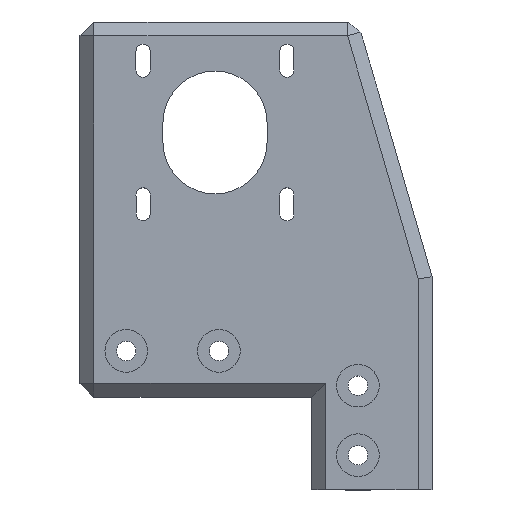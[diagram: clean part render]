
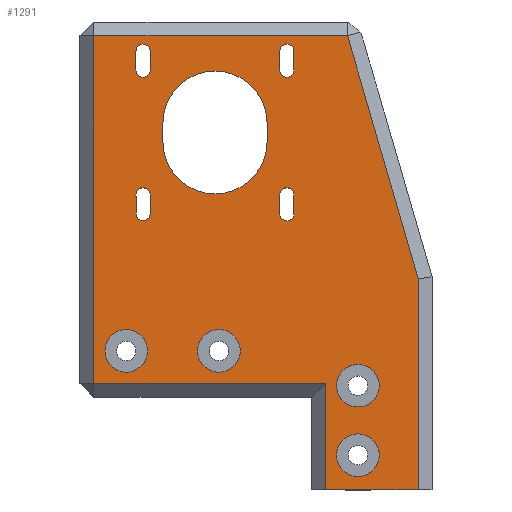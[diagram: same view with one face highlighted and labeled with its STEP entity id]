
A CAD part, top view. The second image highlights one B-rep face of the part: STEP entity #1291.
In plain terms, the highlighted planar face has unit normal (0, 0, 1).
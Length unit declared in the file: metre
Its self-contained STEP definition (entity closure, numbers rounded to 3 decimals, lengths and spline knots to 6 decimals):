
#59=LINE('',#1924,#193);
#76=LINE('',#1957,#210);
#80=LINE('',#1969,#214);
#85=LINE('',#1984,#219);
#91=LINE('',#2005,#225);
#97=LINE('',#2026,#231);
#103=LINE('',#2047,#237);
#107=LINE('',#2061,#241);
#109=LINE('',#2064,#243);
#111=LINE('',#2067,#245);
#113=LINE('',#2070,#247);
#116=LINE('',#2084,#250);
#117=LINE('',#2086,#251);
#118=LINE('',#2088,#252);
#119=LINE('',#2090,#253);
#120=LINE('',#2092,#254);
#121=LINE('',#2094,#255);
#193=VECTOR('',#1537,1.);
#210=VECTOR('',#1562,1.);
#214=VECTOR('',#1574,1.);
#219=VECTOR('',#1587,1.);
#225=VECTOR('',#1607,1.);
#231=VECTOR('',#1627,1.);
#237=VECTOR('',#1647,1.);
#241=VECTOR('',#1665,1.);
#243=VECTOR('',#1669,1.);
#245=VECTOR('',#1673,1.);
#247=VECTOR('',#1677,1.);
#250=VECTOR('',#1692,1.);
#251=VECTOR('',#1693,1.);
#252=VECTOR('',#1694,1.);
#253=VECTOR('',#1695,1.);
#254=VECTOR('',#1696,1.);
#255=VECTOR('',#1697,1.);
#307=PLANE('',#1407);
#501=ORIENTED_EDGE('',*,*,#815,.T.);
#502=ORIENTED_EDGE('',*,*,#816,.T.);
#503=ORIENTED_EDGE('',*,*,#817,.T.);
#504=ORIENTED_EDGE('',*,*,#818,.T.);
#505=ORIENTED_EDGE('',*,*,#738,.F.);
#506=ORIENTED_EDGE('',*,*,#819,.F.);
#507=ORIENTED_EDGE('',*,*,#820,.F.);
#508=ORIENTED_EDGE('',*,*,#821,.F.);
#509=ORIENTED_EDGE('',*,*,#822,.F.);
#510=ORIENTED_EDGE('',*,*,#823,.F.);
#511=ORIENTED_EDGE('',*,*,#824,.F.);
#512=ORIENTED_EDGE('',*,*,#795,.T.);
#513=ORIENTED_EDGE('',*,*,#812,.T.);
#514=ORIENTED_EDGE('',*,*,#801,.T.);
#515=ORIENTED_EDGE('',*,*,#798,.F.);
#516=ORIENTED_EDGE('',*,*,#785,.T.);
#517=ORIENTED_EDGE('',*,*,#810,.T.);
#518=ORIENTED_EDGE('',*,*,#791,.T.);
#519=ORIENTED_EDGE('',*,*,#788,.F.);
#520=ORIENTED_EDGE('',*,*,#775,.T.);
#521=ORIENTED_EDGE('',*,*,#808,.T.);
#522=ORIENTED_EDGE('',*,*,#781,.T.);
#523=ORIENTED_EDGE('',*,*,#778,.F.);
#524=ORIENTED_EDGE('',*,*,#765,.T.);
#525=ORIENTED_EDGE('',*,*,#806,.F.);
#526=ORIENTED_EDGE('',*,*,#771,.T.);
#527=ORIENTED_EDGE('',*,*,#768,.F.);
#528=ORIENTED_EDGE('',*,*,#755,.T.);
#529=ORIENTED_EDGE('',*,*,#804,.T.);
#530=ORIENTED_EDGE('',*,*,#761,.F.);
#531=ORIENTED_EDGE('',*,*,#758,.T.);
#738=EDGE_CURVE('',#908,#909,#59,.T.);
#755=EDGE_CURVE('',#921,#920,#76,.T.);
#758=EDGE_CURVE('',#923,#921,#992,.T.);
#761=EDGE_CURVE('',#923,#925,#80,.T.);
#765=EDGE_CURVE('',#929,#928,#994,.T.);
#768=EDGE_CURVE('',#929,#931,#85,.T.);
#771=EDGE_CURVE('',#933,#931,#996,.T.);
#775=EDGE_CURVE('',#937,#936,#998,.T.);
#778=EDGE_CURVE('',#937,#939,#91,.T.);
#781=EDGE_CURVE('',#941,#939,#1000,.T.);
#785=EDGE_CURVE('',#945,#944,#1002,.T.);
#788=EDGE_CURVE('',#945,#947,#97,.T.);
#791=EDGE_CURVE('',#949,#947,#1004,.T.);
#795=EDGE_CURVE('',#953,#952,#1006,.T.);
#798=EDGE_CURVE('',#953,#955,#103,.T.);
#801=EDGE_CURVE('',#957,#955,#1008,.T.);
#804=EDGE_CURVE('',#920,#925,#1010,.T.);
#806=EDGE_CURVE('',#933,#928,#107,.T.);
#808=EDGE_CURVE('',#936,#941,#109,.T.);
#810=EDGE_CURVE('',#944,#949,#111,.T.);
#812=EDGE_CURVE('',#952,#957,#113,.T.);
#815=EDGE_CURVE('',#959,#959,#1011,.T.);
#816=EDGE_CURVE('',#960,#960,#1012,.T.);
#817=EDGE_CURVE('',#961,#961,#1013,.T.);
#818=EDGE_CURVE('',#962,#962,#1014,.T.);
#819=EDGE_CURVE('',#963,#908,#116,.T.);
#820=EDGE_CURVE('',#964,#963,#117,.T.);
#821=EDGE_CURVE('',#965,#964,#118,.T.);
#822=EDGE_CURVE('',#966,#965,#119,.T.);
#823=EDGE_CURVE('',#967,#966,#120,.T.);
#824=EDGE_CURVE('',#909,#967,#121,.T.);
#908=VERTEX_POINT('',#1923);
#909=VERTEX_POINT('',#1925);
#920=VERTEX_POINT('',#1956);
#921=VERTEX_POINT('',#1958);
#923=VERTEX_POINT('',#1964);
#925=VERTEX_POINT('',#1970);
#928=VERTEX_POINT('',#1977);
#929=VERTEX_POINT('',#1979);
#931=VERTEX_POINT('',#1985);
#933=VERTEX_POINT('',#1991);
#936=VERTEX_POINT('',#1998);
#937=VERTEX_POINT('',#2000);
#939=VERTEX_POINT('',#2006);
#941=VERTEX_POINT('',#2012);
#944=VERTEX_POINT('',#2019);
#945=VERTEX_POINT('',#2021);
#947=VERTEX_POINT('',#2027);
#949=VERTEX_POINT('',#2033);
#952=VERTEX_POINT('',#2040);
#953=VERTEX_POINT('',#2042);
#955=VERTEX_POINT('',#2048);
#957=VERTEX_POINT('',#2054);
#959=VERTEX_POINT('',#2077);
#960=VERTEX_POINT('',#2079);
#961=VERTEX_POINT('',#2081);
#962=VERTEX_POINT('',#2083);
#963=VERTEX_POINT('',#2085);
#964=VERTEX_POINT('',#2087);
#965=VERTEX_POINT('',#2089);
#966=VERTEX_POINT('',#2091);
#967=VERTEX_POINT('',#2093);
#992=CIRCLE('',#1369,0.00155);
#994=CIRCLE('',#1373,0.00155);
#996=CIRCLE('',#1377,0.00155);
#998=CIRCLE('',#1380,0.01125);
#1000=CIRCLE('',#1384,0.01125);
#1002=CIRCLE('',#1387,0.00155);
#1004=CIRCLE('',#1391,0.00155);
#1006=CIRCLE('',#1394,0.00155);
#1008=CIRCLE('',#1398,0.00155);
#1010=CIRCLE('',#1401,0.00155);
#1011=CIRCLE('',#1408,0.0046);
#1012=CIRCLE('',#1409,0.0046);
#1013=CIRCLE('',#1410,0.0046);
#1014=CIRCLE('',#1411,0.0046);
#1060=EDGE_LOOP('',(#501));
#1061=EDGE_LOOP('',(#502));
#1062=EDGE_LOOP('',(#503));
#1063=EDGE_LOOP('',(#504));
#1064=EDGE_LOOP('',(#505,#506,#507,#508,#509,#510,#511));
#1065=EDGE_LOOP('',(#512,#513,#514,#515));
#1066=EDGE_LOOP('',(#516,#517,#518,#519));
#1067=EDGE_LOOP('',(#520,#521,#522,#523));
#1068=EDGE_LOOP('',(#524,#525,#526,#527));
#1069=EDGE_LOOP('',(#528,#529,#530,#531));
#1168=FACE_BOUND('',#1060,.T.);
#1169=FACE_BOUND('',#1061,.T.);
#1170=FACE_BOUND('',#1062,.T.);
#1171=FACE_BOUND('',#1063,.T.);
#1172=FACE_BOUND('',#1064,.T.);
#1173=FACE_BOUND('',#1065,.T.);
#1174=FACE_BOUND('',#1066,.T.);
#1175=FACE_BOUND('',#1067,.T.);
#1176=FACE_BOUND('',#1068,.T.);
#1177=FACE_BOUND('',#1069,.T.);
#1291=ADVANCED_FACE('',(#1168,#1169,#1170,#1171,#1172,#1173,#1174,#1175,
#1176,#1177),#307,.T.);
#1369=AXIS2_PLACEMENT_3D('',#1963,#1568,#1569);
#1373=AXIS2_PLACEMENT_3D('',#1978,#1581,#1582);
#1377=AXIS2_PLACEMENT_3D('',#1990,#1593,#1594);
#1380=AXIS2_PLACEMENT_3D('',#1999,#1601,#1602);
#1384=AXIS2_PLACEMENT_3D('',#2011,#1613,#1614);
#1387=AXIS2_PLACEMENT_3D('',#2020,#1621,#1622);
#1391=AXIS2_PLACEMENT_3D('',#2032,#1633,#1634);
#1394=AXIS2_PLACEMENT_3D('',#2041,#1641,#1642);
#1398=AXIS2_PLACEMENT_3D('',#2053,#1653,#1654);
#1401=AXIS2_PLACEMENT_3D('',#2058,#1660,#1661);
#1407=AXIS2_PLACEMENT_3D('',#2075,#1682,#1683);
#1408=AXIS2_PLACEMENT_3D('',#2076,#1684,#1685);
#1409=AXIS2_PLACEMENT_3D('',#2078,#1686,#1687);
#1410=AXIS2_PLACEMENT_3D('',#2080,#1688,#1689);
#1411=AXIS2_PLACEMENT_3D('',#2082,#1690,#1691);
#1537=DIRECTION('',(-1.,0.,0.));
#1562=DIRECTION('',(0.,1.,0.));
#1568=DIRECTION('',(0.,0.,-1.));
#1569=DIRECTION('',(-1.,0.,0.));
#1574=DIRECTION('',(0.,1.,0.));
#1581=DIRECTION('',(0.,0.,-1.));
#1582=DIRECTION('',(-1.,0.,0.));
#1587=DIRECTION('',(0.,1.,0.));
#1593=DIRECTION('',(0.,0.,-1.));
#1594=DIRECTION('',(-1.,0.,0.));
#1601=DIRECTION('',(0.,0.,-1.));
#1602=DIRECTION('',(-1.,0.,0.));
#1607=DIRECTION('',(0.,1.,0.));
#1613=DIRECTION('',(0.,0.,-1.));
#1614=DIRECTION('',(-1.,0.,0.));
#1621=DIRECTION('',(0.,0.,-1.));
#1622=DIRECTION('',(-1.,0.,0.));
#1627=DIRECTION('',(0.,1.,0.));
#1633=DIRECTION('',(0.,0.,-1.));
#1634=DIRECTION('',(-1.,0.,0.));
#1641=DIRECTION('',(0.,0.,-1.));
#1642=DIRECTION('',(-1.,0.,0.));
#1647=DIRECTION('',(0.,-1.,0.));
#1653=DIRECTION('',(0.,0.,-1.));
#1654=DIRECTION('',(-1.,0.,0.));
#1660=DIRECTION('',(0.,0.,-1.));
#1661=DIRECTION('',(-1.,0.,0.));
#1665=DIRECTION('',(0.002,-1.,0.));
#1669=DIRECTION('',(0.,1.,0.));
#1673=DIRECTION('',(0.,1.,0.));
#1677=DIRECTION('',(0.,-1.,0.));
#1682=DIRECTION('',(0.,0.,1.));
#1683=DIRECTION('',(-1.,0.,0.));
#1684=DIRECTION('',(0.,0.,-1.));
#1685=DIRECTION('',(-1.,0.,0.));
#1686=DIRECTION('',(0.,0.,-1.));
#1687=DIRECTION('',(-1.,0.,0.));
#1688=DIRECTION('',(0.,0.,-1.));
#1689=DIRECTION('',(-1.,0.,0.));
#1690=DIRECTION('',(0.,0.,-1.));
#1691=DIRECTION('',(-1.,0.,0.));
#1692=DIRECTION('',(0.,-1.,0.));
#1693=DIRECTION('',(0.279,-0.96,0.));
#1694=DIRECTION('',(1.,0.,0.));
#1695=DIRECTION('',(0.,1.,0.));
#1696=DIRECTION('',(-1.,0.,0.));
#1697=DIRECTION('',(0.,1.,0.));
#1923=CARTESIAN_POINT('',(0.123,-0.02,0.0075));
#1924=CARTESIAN_POINT('',(0.113,-0.02,0.0075));
#1925=CARTESIAN_POINT('',(0.103,-0.02,0.0075));
#1956=CARTESIAN_POINT('',(0.0931,0.04365,0.0075));
#1957=CARTESIAN_POINT('',(0.0931,0.04165,0.0075));
#1958=CARTESIAN_POINT('',(0.0931,0.03965,0.0075));
#1963=CARTESIAN_POINT('',(0.09465,0.03965,0.0075));
#1964=CARTESIAN_POINT('',(0.0962,0.03965,0.0075));
#1969=CARTESIAN_POINT('',(0.0962,0.04165,0.0075));
#1970=CARTESIAN_POINT('',(0.0962,0.04365,0.0075));
#1977=CARTESIAN_POINT('',(0.062108,0.039808,0.0075));
#1978=CARTESIAN_POINT('',(0.06365,0.03965,0.0075));
#1979=CARTESIAN_POINT('',(0.0652,0.03965,0.0075));
#1984=CARTESIAN_POINT('',(0.0652,0.04165,0.0075));
#1985=CARTESIAN_POINT('',(0.0652,0.04365,0.0075));
#1990=CARTESIAN_POINT('',(0.06365,0.043648,0.0075));
#1991=CARTESIAN_POINT('',(0.0621,0.043647,0.0075));
#1998=CARTESIAN_POINT('',(0.0679,0.05515,0.0075));
#1999=CARTESIAN_POINT('',(0.07915,0.05515,0.0075));
#2000=CARTESIAN_POINT('',(0.0904,0.05515,0.0075));
#2005=CARTESIAN_POINT('',(0.0904,0.05715,0.0075));
#2006=CARTESIAN_POINT('',(0.0904,0.05915,0.0075));
#2011=CARTESIAN_POINT('',(0.07915,0.05915,0.0075));
#2012=CARTESIAN_POINT('',(0.0679,0.05915,0.0075));
#2019=CARTESIAN_POINT('',(0.0621,0.07065,0.0075));
#2020=CARTESIAN_POINT('',(0.06365,0.07065,0.0075));
#2021=CARTESIAN_POINT('',(0.0652,0.07065,0.0075));
#2026=CARTESIAN_POINT('',(0.0652,0.07265,0.0075));
#2027=CARTESIAN_POINT('',(0.0652,0.07465,0.0075));
#2032=CARTESIAN_POINT('',(0.06365,0.07465,0.0075));
#2033=CARTESIAN_POINT('',(0.0621,0.07465,0.0075));
#2040=CARTESIAN_POINT('',(0.0962,0.07465,0.0075));
#2041=CARTESIAN_POINT('',(0.09465,0.07465,0.0075));
#2042=CARTESIAN_POINT('',(0.0931,0.07465,0.0075));
#2047=CARTESIAN_POINT('',(0.0931,0.07265,0.0075));
#2048=CARTESIAN_POINT('',(0.0931,0.07065,0.0075));
#2053=CARTESIAN_POINT('',(0.09465,0.07065,0.0075));
#2054=CARTESIAN_POINT('',(0.0962,0.07065,0.0075));
#2058=CARTESIAN_POINT('',(0.09465,0.04365,0.0075));
#2061=CARTESIAN_POINT('',(0.062104,0.041727,0.0075));
#2064=CARTESIAN_POINT('',(0.0679,0.05715,0.0075));
#2067=CARTESIAN_POINT('',(0.0621,0.07265,0.0075));
#2070=CARTESIAN_POINT('',(0.0962,0.07265,0.0075));
#2075=CARTESIAN_POINT('',(0.088,0.0305,0.0075));
#2076=CARTESIAN_POINT('',(0.11,-0.0125,0.0075));
#2077=CARTESIAN_POINT('',(0.1054,-0.0125,0.0075));
#2078=CARTESIAN_POINT('',(0.11,0.0025,0.0075));
#2079=CARTESIAN_POINT('',(0.1054,0.0025,0.0075));
#2080=CARTESIAN_POINT('',(0.08,0.01,0.0075));
#2081=CARTESIAN_POINT('',(0.0754,0.01,0.0075));
#2082=CARTESIAN_POINT('',(0.06,0.01,0.0075));
#2083=CARTESIAN_POINT('',(0.0554,0.01,0.0075));
#2084=CARTESIAN_POINT('',(0.123,-0.02,0.0075));
#2085=CARTESIAN_POINT('',(0.123,0.025573,0.0075));
#2086=CARTESIAN_POINT('',(0.118957,0.039492,0.0075));
#2087=CARTESIAN_POINT('',(0.107771,0.078,0.0075));
#2088=CARTESIAN_POINT('',(0.110024,0.078,0.0075));
#2089=CARTESIAN_POINT('',(0.053,0.078,0.0075));
#2090=CARTESIAN_POINT('',(0.053,0.081,0.0075));
#2091=CARTESIAN_POINT('',(0.053,0.003,0.0075));
#2092=CARTESIAN_POINT('',(0.05,0.003,0.0075));
#2093=CARTESIAN_POINT('',(0.103,0.003,0.0075));
#2094=CARTESIAN_POINT('',(0.103,0.,0.0075));
